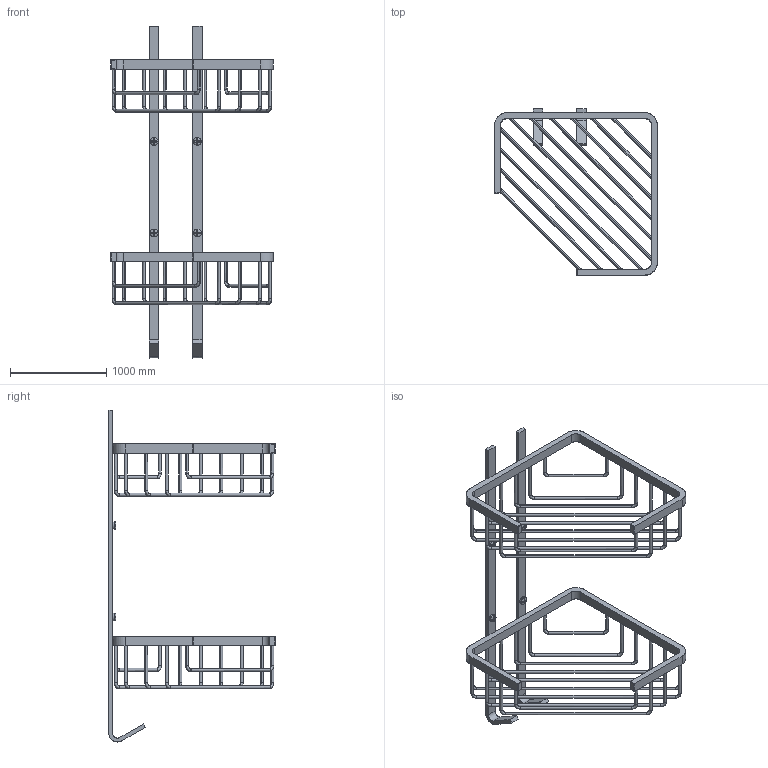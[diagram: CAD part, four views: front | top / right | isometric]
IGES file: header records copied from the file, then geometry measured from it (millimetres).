
Start section:  PTC IGES file: 44845_sw0001.igs  PTC IGES file: a44053.igs  PTC IGES file: a44051.igs
Global section: file name: 31H; native system: Rhinoceros ( Mar  9 2011 ); preprocessor: Trout Lake IGES 012 Mar  9 2011; date: 130327.133544; units: centimetre
Bounding box: 1688.36 x 1728.36 x 3449.97 mm (x, y, z)
Surface area: 9676365.1 mm2 (no closed solid volume)
Topology: 0 solids, 0 shells, 331 faces, 2470 edges, 2470 vertices
Faces by surface type: bspline 331
